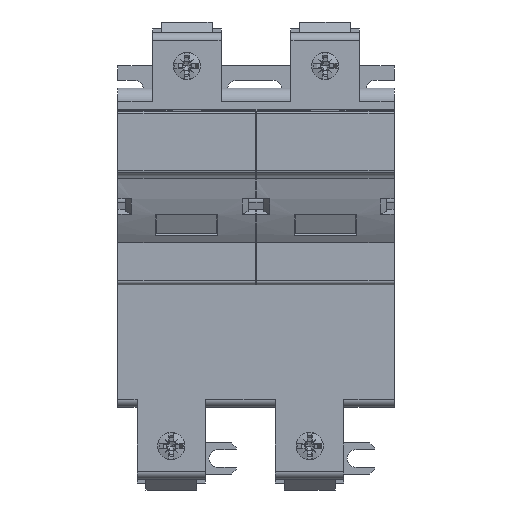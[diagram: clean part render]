
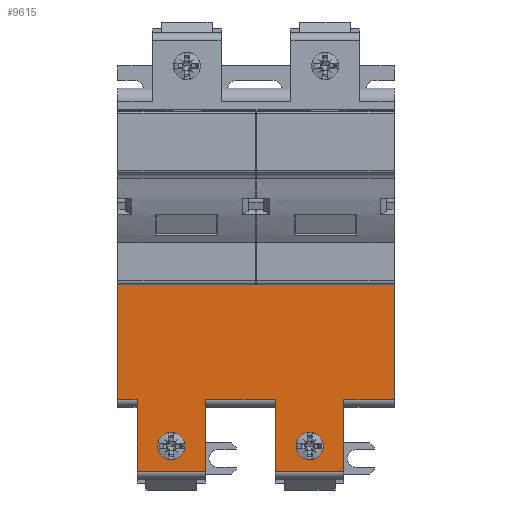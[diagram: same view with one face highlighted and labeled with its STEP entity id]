
A CAD part, front view. The second image highlights one B-rep face of the part: STEP entity #9615.
In plain terms, the highlighted planar face has unit normal (0, -1, 0).
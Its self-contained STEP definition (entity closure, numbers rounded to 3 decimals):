
#155=DIRECTION('',(0.,0.,1.));
#156=VECTOR('',#155,29.5);
#157=CARTESIAN_POINT('',(-71.2,-43.5,-69.7));
#158=LINE('',#157,#156);
#182=DIRECTION('',(0.,0.,-1.));
#183=VECTOR('',#182,18.5);
#184=CARTESIAN_POINT('',(-66.2,-43.5,-69.7));
#185=LINE('',#184,#183);
#191=DIRECTION('',(1.,0.,0.));
#192=VECTOR('',#191,13.);
#193=CARTESIAN_POINT('',(-13.,-43.5,-69.7));
#194=LINE('',#193,#192);
#195=DIRECTION('',(-1.,0.,0.));
#196=VECTOR('',#195,17.6);
#197=CARTESIAN_POINT('',(-13.,-43.5,-88.2));
#198=LINE('',#197,#196);
#199=DIRECTION('',(-1.,0.,0.));
#200=VECTOR('',#199,17.6);
#201=CARTESIAN_POINT('',(-48.6,-43.5,-88.2));
#202=LINE('',#201,#200);
#203=DIRECTION('',(1.,0.,0.));
#204=VECTOR('',#203,5.);
#205=CARTESIAN_POINT('',(-71.2,-43.5,-69.7));
#206=LINE('',#205,#204);
#207=CARTESIAN_POINT('',(-21.8,-43.5,-81.7));
#208=DIRECTION('',(0.,-1.,0.));
#209=DIRECTION('',(0.,0.,1.));
#210=AXIS2_PLACEMENT_3D('',#207,#208,#209);
#212=CARTESIAN_POINT('',(-21.8,-43.5,-81.7));
#213=DIRECTION('',(0.,-1.,0.));
#214=DIRECTION('',(0.,0.,-1.));
#215=AXIS2_PLACEMENT_3D('',#212,#213,#214);
#217=CARTESIAN_POINT('',(-57.4,-43.5,-81.7));
#218=DIRECTION('',(0.,-1.,0.));
#219=DIRECTION('',(0.,0.,1.));
#220=AXIS2_PLACEMENT_3D('',#217,#218,#219);
#222=CARTESIAN_POINT('',(-57.4,-43.5,-81.7));
#223=DIRECTION('',(0.,-1.,0.));
#224=DIRECTION('',(0.,0.,-1.));
#225=AXIS2_PLACEMENT_3D('',#222,#223,#224);
#231=DIRECTION('',(-1.,0.,0.));
#232=VECTOR('',#231,71.2);
#233=CARTESIAN_POINT('',(0.,-43.5,-40.2));
#234=LINE('',#233,#232);
#2160=DIRECTION('',(1.,0.,0.));
#2161=VECTOR('',#2160,18.);
#2162=CARTESIAN_POINT('',(-48.6,-43.5,-69.7));
#2163=LINE('',#2162,#2161);
#2178=DIRECTION('',(0.,0.,-1.));
#2179=VECTOR('',#2178,18.5);
#2180=CARTESIAN_POINT('',(-30.6,-43.5,-69.7));
#2181=LINE('',#2180,#2179);
#2225=DIRECTION('',(0.,0.,1.));
#2226=VECTOR('',#2225,18.5);
#2227=CARTESIAN_POINT('',(-13.,-43.5,-88.2));
#2228=LINE('',#2227,#2226);
#2422=DIRECTION('',(0.,0.,1.));
#2423=VECTOR('',#2422,29.5);
#2424=CARTESIAN_POINT('',(0.,-43.5,-69.7));
#2425=LINE('',#2424,#2423);
#4130=DIRECTION('',(0.,0.,1.));
#4131=VECTOR('',#4130,18.5);
#4132=CARTESIAN_POINT('',(-48.6,-43.5,-88.2));
#4133=LINE('',#4132,#4131);
#7520=CARTESIAN_POINT('',(-71.2,-43.5,-40.2));
#7522=VERTEX_POINT('',#7520);
#7524=CARTESIAN_POINT('',(-57.4,-43.5,-78.2));
#7525=CARTESIAN_POINT('',(-57.4,-43.5,-85.2));
#7526=VERTEX_POINT('',#7524);
#7527=VERTEX_POINT('',#7525);
#7853=CARTESIAN_POINT('',(-66.2,-43.5,-88.2));
#7855=VERTEX_POINT('',#7853);
#7856=CARTESIAN_POINT('',(-48.6,-43.5,-88.2));
#7857=VERTEX_POINT('',#7856);
#7864=CARTESIAN_POINT('',(-71.2,-43.5,-69.7));
#7865=VERTEX_POINT('',#7864);
#7866=CARTESIAN_POINT('',(-66.2,-43.5,-69.7));
#7867=VERTEX_POINT('',#7866);
#7869=CARTESIAN_POINT('',(-48.6,-43.5,-69.7));
#7871=VERTEX_POINT('',#7869);
#8444=CARTESIAN_POINT('',(0.,-43.5,-40.2));
#8446=VERTEX_POINT('',#8444);
#8448=CARTESIAN_POINT('',(-21.8,-43.5,-78.2));
#8449=CARTESIAN_POINT('',(-21.8,-43.5,-85.2));
#8450=VERTEX_POINT('',#8448);
#8451=VERTEX_POINT('',#8449);
#8777=CARTESIAN_POINT('',(-30.6,-43.5,-88.2));
#8779=VERTEX_POINT('',#8777);
#8780=CARTESIAN_POINT('',(-13.,-43.5,-88.2));
#8781=VERTEX_POINT('',#8780);
#8784=CARTESIAN_POINT('',(0.,-43.5,-69.7));
#8786=VERTEX_POINT('',#8784);
#8790=CARTESIAN_POINT('',(-13.,-43.5,-69.7));
#8791=VERTEX_POINT('',#8790);
#8794=CARTESIAN_POINT('',(-30.6,-43.5,-69.7));
#8795=VERTEX_POINT('',#8794);
#9575=CARTESIAN_POINT('',(-35.6,-43.5,-40.2));
#9576=DIRECTION('',(0.,-1.,0.));
#9577=DIRECTION('',(0.,0.,-1.));
#9578=AXIS2_PLACEMENT_3D('',#9575,#9576,#9577);
#9579=PLANE('',#9578);
#9581=ORIENTED_EDGE('',*,*,#9580,.F.);
#9583=ORIENTED_EDGE('',*,*,#9582,.F.);
#9585=ORIENTED_EDGE('',*,*,#9584,.F.);
#9587=ORIENTED_EDGE('',*,*,#9586,.F.);
#9589=ORIENTED_EDGE('',*,*,#9588,.T.);
#9591=ORIENTED_EDGE('',*,*,#9590,.F.);
#9593=ORIENTED_EDGE('',*,*,#9592,.F.);
#9595=ORIENTED_EDGE('',*,*,#9594,.F.);
#9597=ORIENTED_EDGE('',*,*,#9596,.T.);
#9598=ORIENTED_EDGE('',*,*,#9560,.F.);
#9599=ORIENTED_EDGE('',*,*,#9532,.F.);
#9600=ORIENTED_EDGE('',*,*,#9513,.T.);
#9601=EDGE_LOOP('',(#9581,#9583,#9585,#9587,#9589,#9591,#9593,#9595,#9597,#9598,
#9599,#9600));
#9602=FACE_OUTER_BOUND('',#9601,.F.);
#9604=ORIENTED_EDGE('',*,*,#9603,.T.);
#9606=ORIENTED_EDGE('',*,*,#9605,.T.);
#9607=EDGE_LOOP('',(#9604,#9606));
#9608=FACE_BOUND('',#9607,.F.);
#9610=ORIENTED_EDGE('',*,*,#9609,.T.);
#9612=ORIENTED_EDGE('',*,*,#9611,.T.);
#9613=EDGE_LOOP('',(#9610,#9612));
#9614=FACE_BOUND('',#9613,.F.);
#9615=ADVANCED_FACE('',(#9602,#9608,#9614),#9579,.T.);
#211=CIRCLE('',#210,3.5);
#216=CIRCLE('',#215,3.5);
#221=CIRCLE('',#220,3.5);
#226=CIRCLE('',#225,3.5);
#9513=EDGE_CURVE('',#7865,#7522,#158,.T.);
#9532=EDGE_CURVE('',#7865,#7867,#206,.T.);
#9560=EDGE_CURVE('',#7867,#7855,#185,.T.);
#9580=EDGE_CURVE('',#8446,#7522,#234,.T.);
#9582=EDGE_CURVE('',#8786,#8446,#2425,.T.);
#9584=EDGE_CURVE('',#8791,#8786,#194,.T.);
#9586=EDGE_CURVE('',#8781,#8791,#2228,.T.);
#9588=EDGE_CURVE('',#8781,#8779,#198,.T.);
#9590=EDGE_CURVE('',#8795,#8779,#2181,.T.);
#9592=EDGE_CURVE('',#7871,#8795,#2163,.T.);
#9594=EDGE_CURVE('',#7857,#7871,#4133,.T.);
#9596=EDGE_CURVE('',#7857,#7855,#202,.T.);
#9603=EDGE_CURVE('',#8450,#8451,#211,.T.);
#9605=EDGE_CURVE('',#8451,#8450,#216,.T.);
#9609=EDGE_CURVE('',#7526,#7527,#221,.T.);
#9611=EDGE_CURVE('',#7527,#7526,#226,.T.);
